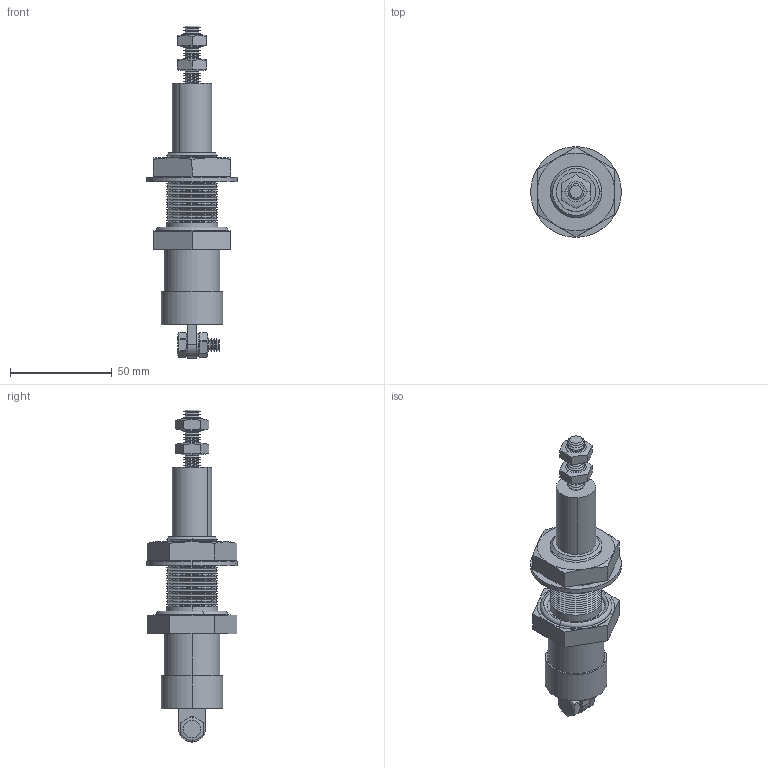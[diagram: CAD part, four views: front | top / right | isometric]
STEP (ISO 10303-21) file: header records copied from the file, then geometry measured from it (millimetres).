
FILE_DESCRIPTION (( 'STEP AP203' ), '1' );
FILE_NAME ('A4655-1-BP.STEP', '2019-06-12T13:14:17', ( '' ), ( '' ), 'SwSTEP 2.0', 'SolidWorks 2019', '' );
FILE_SCHEMA (( 'CONFIG_CONTROL_DESIGN' ));
Length unit declared in the file: inch
Products named in the file (1): A4655-1-BP
Bounding box: 44.45 x 44.45 x 162.75 mm (x, y, z)
Volume: 77899.8 mm3; surface area: 24971.5 mm2
Topology: 1 solids, 28 shells, 554 faces, 1273 edges, 748 vertices
Faces by surface type: cone 362, plane 99, cylinder 61, torus 32
Entity records: 16115 total; most frequent: CARTESIAN_POINT 3188, DIRECTION 2940, ORIENTED_EDGE 2546, EDGE_CURVE 1273, AXIS2_PLACEMENT_3D 1204, VERTEX_POINT 748, CIRCLE 649, EDGE_LOOP 583
